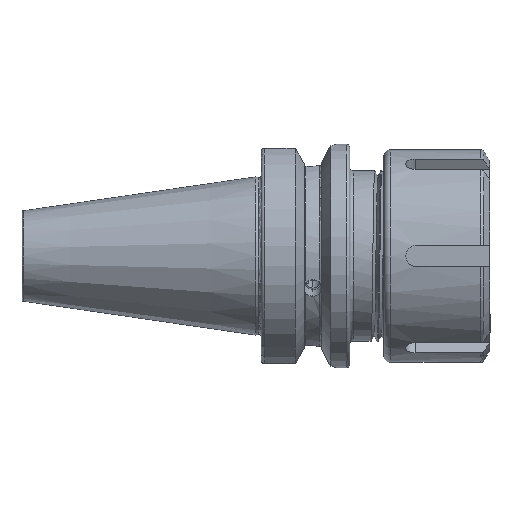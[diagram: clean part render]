
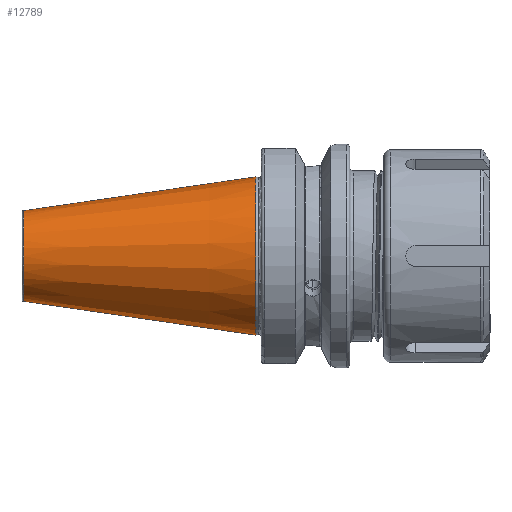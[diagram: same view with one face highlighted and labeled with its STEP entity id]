
A CAD part, front view. The second image highlights one B-rep face of the part: STEP entity #12789.
In plain terms, the highlighted conical face has half-angle 8.297 degrees and reference radius 22.298 mm.
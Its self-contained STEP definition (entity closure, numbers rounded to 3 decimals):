
#423 = VERTEX_POINT ( 'NONE', #32258 ) ;
#480 = VERTEX_POINT ( 'NONE', #30947 ) ;
#501 = VERTEX_POINT ( 'NONE', #31014 ) ;
#640 = VERTEX_POINT ( 'NONE', #30531 ) ;
#1048 = EDGE_CURVE ( 'NONE', #640, #480, #7723, .T. ) ;
#1205 = EDGE_CURVE ( 'NONE', #423, #501, #9815, .T. ) ;
#1392 = EDGE_CURVE ( 'NONE', #640, #423, #10243, .T. ) ;
#1453 = EDGE_CURVE ( 'NONE', #480, #501, #10221, .T. ) ;
#2381 = AXIS2_PLACEMENT_3D ( 'NONE', #18054, #18050, #18059 ) ;
#2815 = ORIENTED_EDGE ( 'NONE', *, *, #1048, .F. ) ;
#2827 = ORIENTED_EDGE ( 'NONE', *, *, #1392, .T. ) ;
#2838 = ORIENTED_EDGE ( 'NONE', *, *, #1453, .F. ) ;
#2873 = ORIENTED_EDGE ( 'NONE', *, *, #1205, .T. ) ;
#4797 = AXIS2_PLACEMENT_3D ( 'NONE', #18664, #18681, #18676 ) ;
#6441 = AXIS2_PLACEMENT_3D ( 'NONE', #26797, #26818, #26806 ) ;
#7176 = EDGE_LOOP ( 'NONE', ( #2815, #2827, #2873, #2838 ) ) ;
#7723 = LINE ( 'NONE', #17441, #7724 ) ;
#7724 = VECTOR ( 'NONE', #17447, 1000. ) ;
#9811 = VECTOR ( 'NONE', #17714, 1000. ) ;
#9815 = LINE ( 'NONE', #17693, #9811 ) ;
#10221 = CIRCLE ( 'NONE', #4797, 22.298 ) ;
#10243 = CIRCLE ( 'NONE', #2381, 12.75 ) ;
#12789 = ADVANCED_FACE ( 'NONE', ( #22799 ), #22834, .T. ) ;
#17441 = CARTESIAN_POINT ( 'NONE',  ( -1.5, 0., 22.298 ) ) ;
#17447 = DIRECTION ( 'NONE',  ( 0.99, 0., 0.144 ) ) ;
#17693 = CARTESIAN_POINT ( 'NONE',  ( -1.5, 0., -22.298 ) ) ;
#17714 = DIRECTION ( 'NONE',  ( 0.99, 0., -0.144 ) ) ;
#18050 = DIRECTION ( 'NONE',  ( 1., 0., 0. ) ) ;
#18054 = CARTESIAN_POINT ( 'NONE',  ( -66.972, 0., 0. ) ) ;
#18059 = DIRECTION ( 'NONE',  ( 0., 0., -1. ) ) ;
#18664 = CARTESIAN_POINT ( 'NONE',  ( -1.5, 0., 0. ) ) ;
#18676 = DIRECTION ( 'NONE',  ( 0., 0., -1. ) ) ;
#18681 = DIRECTION ( 'NONE',  ( 1., 0., 0. ) ) ;
#22799 = FACE_OUTER_BOUND ( 'NONE', #7176, .T. ) ;
#22834 = CONICAL_SURFACE ( 'NONE', #6441, 22.298, 0.145 ) ;
#26797 = CARTESIAN_POINT ( 'NONE',  ( -1.5, 0., 0. ) ) ;
#26806 = DIRECTION ( 'NONE',  ( 0., 0., -1. ) ) ;
#26818 = DIRECTION ( 'NONE',  ( 1., 0., 0. ) ) ;
#30531 = CARTESIAN_POINT ( 'NONE',  ( -66.972, 0., 12.75 ) ) ;
#30947 = CARTESIAN_POINT ( 'NONE',  ( -1.5, 0., 22.298 ) ) ;
#31014 = CARTESIAN_POINT ( 'NONE',  ( -1.5, 0., -22.298 ) ) ;
#32258 = CARTESIAN_POINT ( 'NONE',  ( -66.972, 0., -12.75 ) ) ;
